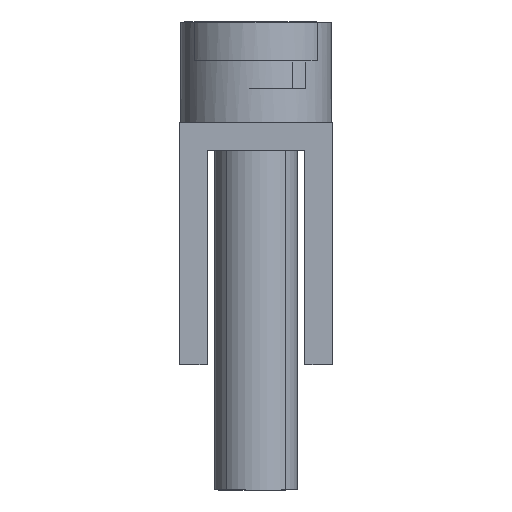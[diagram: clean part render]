
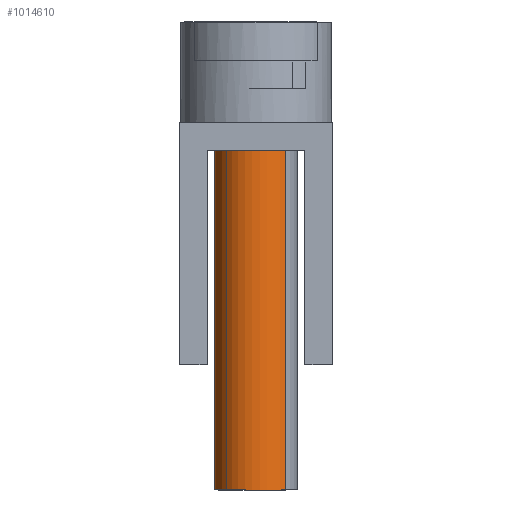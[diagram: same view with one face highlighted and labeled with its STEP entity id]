
A CAD part, left-side view. The second image highlights one B-rep face of the part: STEP entity #1014610.
In plain terms, the highlighted cylindrical face has radius 1.5 mm (diameter 3 mm), a partial arc.
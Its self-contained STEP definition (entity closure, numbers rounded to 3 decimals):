
#23510=CARTESIAN_POINT('',(-6.725,0.,49.75));
#23520=DIRECTION('',(0.,1.,0.));
#23530=DIRECTION('',(-0.707,0.,
-0.707));
#23540=AXIS2_PLACEMENT_3D('',#23510,#23520,#23530);
#23550=CIRCLE('',#23540,1.5);
#23560=CARTESIAN_POINT('',(-7.786,0.,
48.689));
#23570=VERTEX_POINT('',#23560);
#23580=CARTESIAN_POINT('',(-5.664,0.,50.811));
#23590=VERTEX_POINT('',#23580);
#23600=EDGE_CURVE('',#23570,#23590,#23550,.T.);
#80780=CARTESIAN_POINT('',(-5.664,5.6,50.811));
#80790=DIRECTION('',(0.,1.,0.));
#80800=VECTOR('',#80790,1.);
#80810=LINE('',#80780,#80800);
#80820=CARTESIAN_POINT('',(-5.664,12.2,
50.811));
#80830=VERTEX_POINT('',#80820);
#80840=EDGE_CURVE('',#23590,#80830,#80810,.T.);
#80860=CARTESIAN_POINT('',(-6.725,12.2,49.75));
#80870=DIRECTION('',(0.,1.,0.));
#80880=DIRECTION('',(-0.707,0.,
-0.707));
#80890=AXIS2_PLACEMENT_3D('',#80860,#80870,#80880);
#80900=CIRCLE('',#80890,1.5);
#80910=CARTESIAN_POINT('',(-7.786,12.2,
48.689));
#80920=VERTEX_POINT('',#80910);
#80950=CARTESIAN_POINT('',(-7.786,5.6,
48.689));
#80960=DIRECTION('',(0.,1.,0.));
#80970=VECTOR('',#80960,1.);
#80980=LINE('',#80950,#80970);
#80990=EDGE_CURVE('',#23570,#80920,#80980,.T.);
#81170=EDGE_CURVE('',#80920,#80830,#80900,.T.);
#1014500=CARTESIAN_POINT('',(-6.725,5.6,49.75));
#1014510=DIRECTION('',(0.,1.,0.));
#1014520=DIRECTION('',(-0.707,0.,
-0.707));
#1014530=AXIS2_PLACEMENT_3D('',#1014500,#1014510,#1014520);
#1014540=CYLINDRICAL_SURFACE('',#1014530,1.5);
#1014550=ORIENTED_EDGE('',*,*,#81170,.F.);
#1014560=ORIENTED_EDGE('',*,*,#80840,.T.);
#1014570=ORIENTED_EDGE('',*,*,#23600,.T.);
#1014580=ORIENTED_EDGE('',*,*,#80990,.F.);
#1014590=EDGE_LOOP('',(#1014580,#1014570,#1014560,#1014550));
#1014600=FACE_OUTER_BOUND('',#1014590,.T.);
#1014610=ADVANCED_FACE('',(#1014600),#1014540,.T.);
